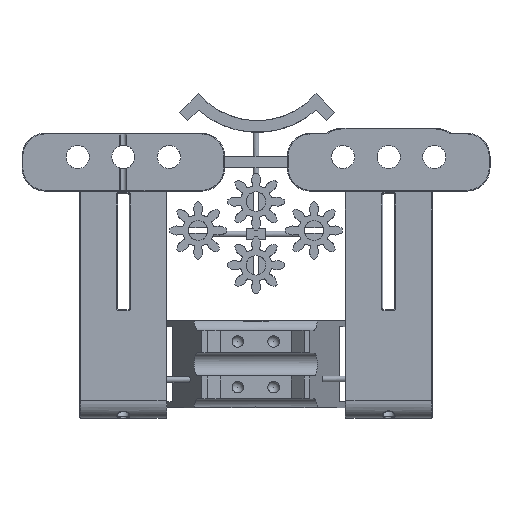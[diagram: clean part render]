
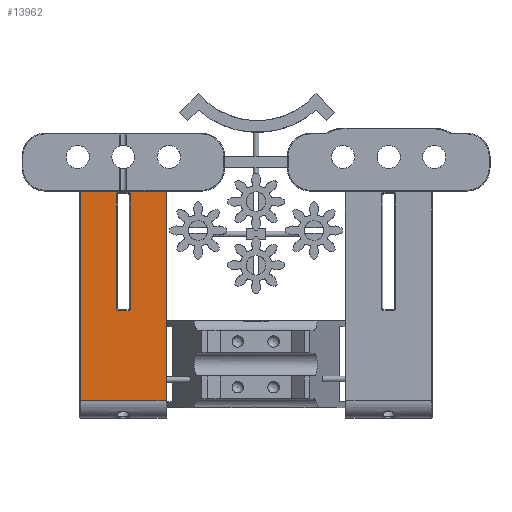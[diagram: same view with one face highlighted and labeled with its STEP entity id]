
A CAD part, front view. The second image highlights one B-rep face of the part: STEP entity #13962.
In plain terms, the highlighted planar face has unit normal (0, -1, 0).
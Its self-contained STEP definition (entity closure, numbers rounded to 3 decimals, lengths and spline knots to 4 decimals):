
#436=PLANE('',#15061);
#696=FACE_BOUND('',#2247,.T.);
#1427=FACE_OUTER_BOUND('',#2246,.T.);
#2246=EDGE_LOOP('',(#11354,#11355,#11356,#11357));
#2247=EDGE_LOOP('',(#11358,#11359,#11360,#11361,#11362,#11363,#11364,#11365));
#3163=LINE('',#43408,#4189);
#3167=LINE('',#43423,#4193);
#3169=LINE('',#43435,#4195);
#3173=LINE('',#43441,#4199);
#3186=LINE('',#43479,#4212);
#3187=LINE('',#43481,#4213);
#3188=LINE('',#43483,#4214);
#3189=LINE('',#43484,#4215);
#4189=VECTOR('',#17741,0.3937);
#4193=VECTOR('',#17759,0.3937);
#4195=VECTOR('',#17773,0.3937);
#4199=VECTOR('',#17781,0.3937);
#4212=VECTOR('',#17818,0.3937);
#4213=VECTOR('',#17819,0.3937);
#4214=VECTOR('',#17820,0.3937);
#4215=VECTOR('',#17821,0.3937);
#4985=CIRCLE('',#15018,0.02);
#4993=CIRCLE('',#15030,0.02);
#4999=CIRCLE('',#15039,0.02);
#5001=CIRCLE('',#15043,0.02);
#6142=VERTEX_POINT('',#43375);
#6143=VERTEX_POINT('',#43376);
#6150=VERTEX_POINT('',#43399);
#6151=VERTEX_POINT('',#43400);
#6156=VERTEX_POINT('',#43417);
#6157=VERTEX_POINT('',#43419);
#6158=VERTEX_POINT('',#43426);
#6159=VERTEX_POINT('',#43427);
#6173=VERTEX_POINT('',#43477);
#6174=VERTEX_POINT('',#43478);
#6175=VERTEX_POINT('',#43480);
#6176=VERTEX_POINT('',#43482);
#7918=EDGE_CURVE('',#6142,#6143,#4985,.T.);
#7930=EDGE_CURVE('',#6150,#6151,#4993,.T.);
#7934=EDGE_CURVE('',#6151,#6142,#3163,.T.);
#7940=EDGE_CURVE('',#6156,#6157,#4999,.T.);
#7942=EDGE_CURVE('',#6143,#6156,#3167,.T.);
#7944=EDGE_CURVE('',#6158,#6159,#5001,.T.);
#7948=EDGE_CURVE('',#6159,#6150,#3169,.T.);
#7952=EDGE_CURVE('',#6157,#6158,#3173,.T.);
#7969=EDGE_CURVE('',#6173,#6174,#3186,.T.);
#7970=EDGE_CURVE('',#6173,#6175,#3187,.T.);
#7971=EDGE_CURVE('',#6176,#6175,#3188,.T.);
#7972=EDGE_CURVE('',#6174,#6176,#3189,.T.);
#11354=ORIENTED_EDGE('',*,*,#7969,.F.);
#11355=ORIENTED_EDGE('',*,*,#7970,.T.);
#11356=ORIENTED_EDGE('',*,*,#7971,.F.);
#11357=ORIENTED_EDGE('',*,*,#7972,.F.);
#11358=ORIENTED_EDGE('',*,*,#7944,.F.);
#11359=ORIENTED_EDGE('',*,*,#7952,.F.);
#11360=ORIENTED_EDGE('',*,*,#7940,.F.);
#11361=ORIENTED_EDGE('',*,*,#7942,.F.);
#11362=ORIENTED_EDGE('',*,*,#7918,.F.);
#11363=ORIENTED_EDGE('',*,*,#7934,.F.);
#11364=ORIENTED_EDGE('',*,*,#7930,.F.);
#11365=ORIENTED_EDGE('',*,*,#7948,.F.);
#13962=ADVANCED_FACE('',(#1427,#696),#436,.T.);
#15018=AXIS2_PLACEMENT_3D('',#43377,#17703,#17704);
#15030=AXIS2_PLACEMENT_3D('',#43401,#17731,#17732);
#15039=AXIS2_PLACEMENT_3D('',#43420,#17753,#17754);
#15043=AXIS2_PLACEMENT_3D('',#43428,#17763,#17764);
#15061=AXIS2_PLACEMENT_3D('',#43476,#17816,#17817);
#17703=DIRECTION('center_axis',(0.,-1.,0.));
#17704=DIRECTION('ref_axis',(-0.707,0.,0.707));
#17731=DIRECTION('center_axis',(0.,-1.,0.));
#17732=DIRECTION('ref_axis',(0.707,0.,0.707));
#17741=DIRECTION('',(-1.,0.,0.));
#17753=DIRECTION('center_axis',(0.,-1.,0.));
#17754=DIRECTION('ref_axis',(-0.707,0.,-0.707));
#17759=DIRECTION('',(0.,0.,-1.));
#17763=DIRECTION('center_axis',(0.,-1.,0.));
#17764=DIRECTION('ref_axis',(0.707,0.,-0.707));
#17773=DIRECTION('',(0.,0.,1.));
#17781=DIRECTION('',(1.,0.,0.));
#17816=DIRECTION('center_axis',(0.,-1.,0.));
#17817=DIRECTION('ref_axis',(0.,0.,
-1.));
#17818=DIRECTION('',(0.,0.,-1.));
#17819=DIRECTION('',(-1.,0.,0.));
#17820=DIRECTION('',(0.,0.,1.));
#17821=DIRECTION('',(-1.,0.,0.));
#43375=CARTESIAN_POINT('',(-1.1845,-0.8,1.1776));
#43376=CARTESIAN_POINT('',(-1.2045,-0.8,1.1576));
#43377=CARTESIAN_POINT('Origin',(-1.1845,-0.8,1.1576));
#43399=CARTESIAN_POINT('',(-1.0845,-0.8,1.1576));
#43400=CARTESIAN_POINT('',(-1.1045,-0.8,1.1776));
#43401=CARTESIAN_POINT('Origin',(-1.1045,-0.8,1.1576));
#43408=CARTESIAN_POINT('',(-1.307,-0.8,1.1776));
#43417=CARTESIAN_POINT('',(-1.2045,-0.8,0.1776));
#43419=CARTESIAN_POINT('',(-1.1845,-0.8,0.1576));
#43420=CARTESIAN_POINT('Origin',(-1.1845,-0.8,0.1776));
#43423=CARTESIAN_POINT('',(-1.2045,-0.8,1.7185));
#43426=CARTESIAN_POINT('',(-1.1045,-0.8,0.1576));
#43427=CARTESIAN_POINT('',(-1.0845,-0.8,0.1776));
#43428=CARTESIAN_POINT('Origin',(-1.1045,-0.8,0.1776));
#43435=CARTESIAN_POINT('',(-1.0845,-0.8,1.2185));
#43441=CARTESIAN_POINT('',(-1.357,-0.8,0.1576));
#43476=CARTESIAN_POINT('Origin',(-1.5195,-0.8,2.2695));
#43477=CARTESIAN_POINT('',(-0.7765,-0.8,1.1908));
#43478=CARTESIAN_POINT('',(-0.7765,-0.8,-0.6195));
#43479=CARTESIAN_POINT('',(-0.7765,-0.8,1.5098));
#43480=CARTESIAN_POINT('',(-1.5125,-0.8,1.1908));
#43481=CARTESIAN_POINT('',(-1.7695,-0.8,1.1908));
#43482=CARTESIAN_POINT('',(-1.5125,-0.8,-0.6195));
#43483=CARTESIAN_POINT('',(-1.5125,-0.8,1.5098));
#43484=CARTESIAN_POINT('',(-1.5195,-0.8,-0.6195));
